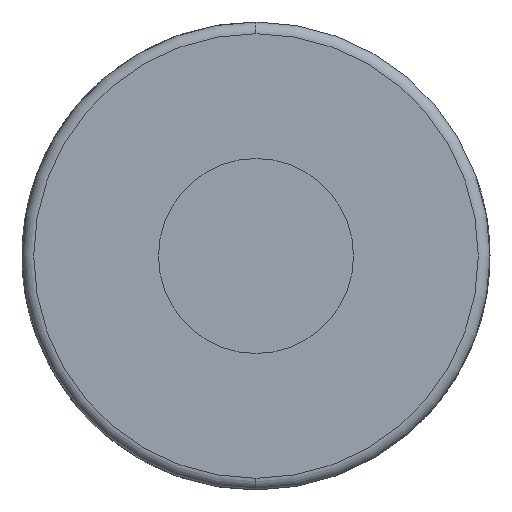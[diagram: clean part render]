
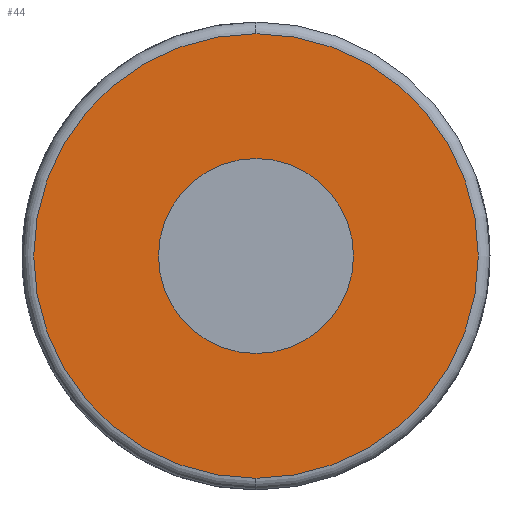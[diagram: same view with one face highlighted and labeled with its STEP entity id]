
A CAD part, left-side view. The second image highlights one B-rep face of the part: STEP entity #44.
In plain terms, the highlighted planar face has unit normal (-1, 0, 0).
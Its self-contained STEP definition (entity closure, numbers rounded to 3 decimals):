
#16 = VERTEX_POINT ( 'NONE', #578 ) ;
#44 = ADVANCED_FACE ( 'NONE', ( #398, #135 ), #91, .F. ) ;
#47 = ORIENTED_EDGE ( 'NONE', *, *, #66, .T. ) ;
#50 = ORIENTED_EDGE ( 'NONE', *, *, #373, .T. ) ;
#58 = CIRCLE ( 'NONE', #235, 2.85 ) ;
#63 = EDGE_LOOP ( 'NONE', ( #47, #50 ) ) ;
#66 = EDGE_CURVE ( 'NONE', #385, #248, #566, .T. ) ;
#88 = CARTESIAN_POINT ( 'NONE',  ( -54.25, 0., 0. ) ) ;
#91 = PLANE ( 'NONE',  #405 ) ;
#95 = DIRECTION ( 'NONE',  ( -1., 0., 0. ) ) ;
#97 = CARTESIAN_POINT ( 'NONE',  ( -54.25, 0., 0. ) ) ;
#135 = FACE_BOUND ( 'NONE', #216, .T. ) ;
#173 = DIRECTION ( 'NONE',  ( 0., 0., 1. ) ) ;
#200 = DIRECTION ( 'NONE',  ( 0., 0., -1. ) ) ;
#211 = AXIS2_PLACEMENT_3D ( 'NONE', #97, #495, #200 ) ;
#212 = ORIENTED_EDGE ( 'NONE', *, *, #447, .F. ) ;
#215 = CARTESIAN_POINT ( 'NONE',  ( -54.25, 0., 0. ) ) ;
#216 = EDGE_LOOP ( 'NONE', ( #605, #212 ) ) ;
#235 = AXIS2_PLACEMENT_3D ( 'NONE', #215, #95, #542 ) ;
#241 = DIRECTION ( 'NONE',  ( -1., 0., 0. ) ) ;
#248 = VERTEX_POINT ( 'NONE', #473 ) ;
#255 = AXIS2_PLACEMENT_3D ( 'NONE', #585, #241, #534 ) ;
#334 = CARTESIAN_POINT ( 'NONE',  ( -54.25, 0., 0. ) ) ;
#352 = CIRCLE ( 'NONE', #255, 1.25 ) ;
#354 = EDGE_CURVE ( 'NONE', #625, #16, #374, .T. ) ;
#373 = EDGE_CURVE ( 'NONE', #248, #385, #58, .T. ) ;
#374 = CIRCLE ( 'NONE', #424, 1.25 ) ;
#378 = DIRECTION ( 'NONE',  ( -1., 0., 0. ) ) ;
#385 = VERTEX_POINT ( 'NONE', #440 ) ;
#398 = FACE_OUTER_BOUND ( 'NONE', #63, .T. ) ;
#405 = AXIS2_PLACEMENT_3D ( 'NONE', #334, #475, #446 ) ;
#424 = AXIS2_PLACEMENT_3D ( 'NONE', #88, #378, #173 ) ;
#431 = CARTESIAN_POINT ( 'NONE',  ( -54.25, 0., 1.25 ) ) ;
#440 = CARTESIAN_POINT ( 'NONE',  ( -54.25, 0., -2.85 ) ) ;
#446 = DIRECTION ( 'NONE',  ( 0., 0., -1. ) ) ;
#447 = EDGE_CURVE ( 'NONE', #16, #625, #352, .T. ) ;
#473 = CARTESIAN_POINT ( 'NONE',  ( -54.25, 0., 2.85 ) ) ;
#475 = DIRECTION ( 'NONE',  ( 1., 0., 0. ) ) ;
#495 = DIRECTION ( 'NONE',  ( -1., 0., 0. ) ) ;
#534 = DIRECTION ( 'NONE',  ( 0., 0., 1. ) ) ;
#542 = DIRECTION ( 'NONE',  ( 0., 0., -1. ) ) ;
#566 = CIRCLE ( 'NONE', #211, 2.85 ) ;
#578 = CARTESIAN_POINT ( 'NONE',  ( -54.25, 0., -1.25 ) ) ;
#585 = CARTESIAN_POINT ( 'NONE',  ( -54.25, 0., 0. ) ) ;
#605 = ORIENTED_EDGE ( 'NONE', *, *, #354, .F. ) ;
#625 = VERTEX_POINT ( 'NONE', #431 ) ;
